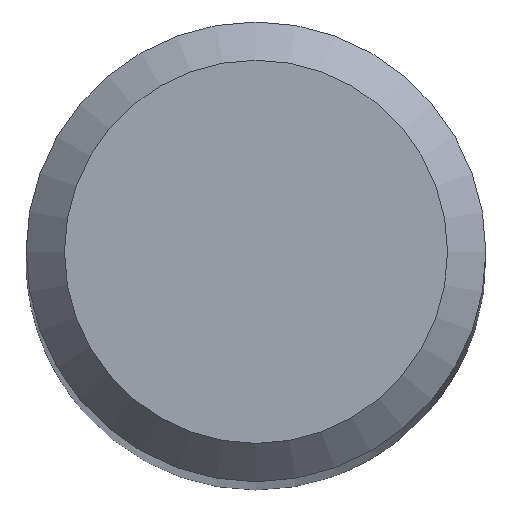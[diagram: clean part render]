
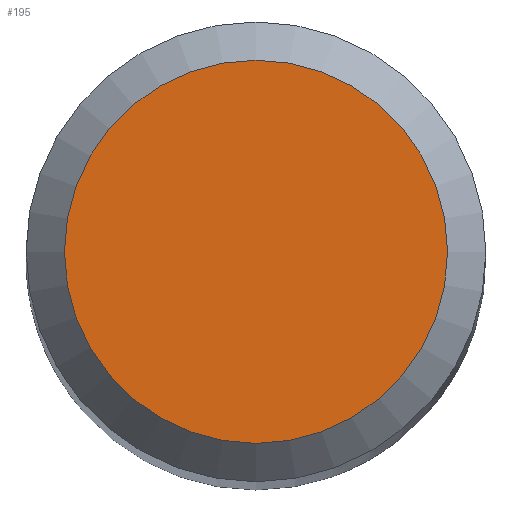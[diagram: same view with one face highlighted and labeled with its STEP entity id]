
A CAD part, top view. The second image highlights one B-rep face of the part: STEP entity #195.
In plain terms, the highlighted planar face has unit normal (0, 0, 1).
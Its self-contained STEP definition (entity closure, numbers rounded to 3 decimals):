
#133=PLANE('',#904);
#149=FACE_OUTER_BOUND('',#326,.T.);
#195=ADVANCED_FACE('NONE',(#149),#133,.F.);
#272=CIRCLE('',#902,4.997);
#326=EDGE_LOOP('',(#399));
#399=ORIENTED_EDGE('',*,*,#718,.F.);
#633=VERTEX_POINT('',#1432);
#718=EDGE_CURVE('NONE',#633,#633,#272,.T.);
#902=AXIS2_PLACEMENT_3D('',#1431,#997,#998);
#904=AXIS2_PLACEMENT_3D('',#1434,#1001,#1002);
#997=DIRECTION('',(0.,0.,-1.));
#998=DIRECTION('',(-1.,0.,0.));
#1001=DIRECTION('',(0.,0.,-1.));
#1002=DIRECTION('',(-1.,0.,0.));
#1431=CARTESIAN_POINT('',(0.,0.,0.));
#1432=CARTESIAN_POINT('',(-4.997,0.,0.));
#1434=CARTESIAN_POINT('',(0.,4.997,0.));
